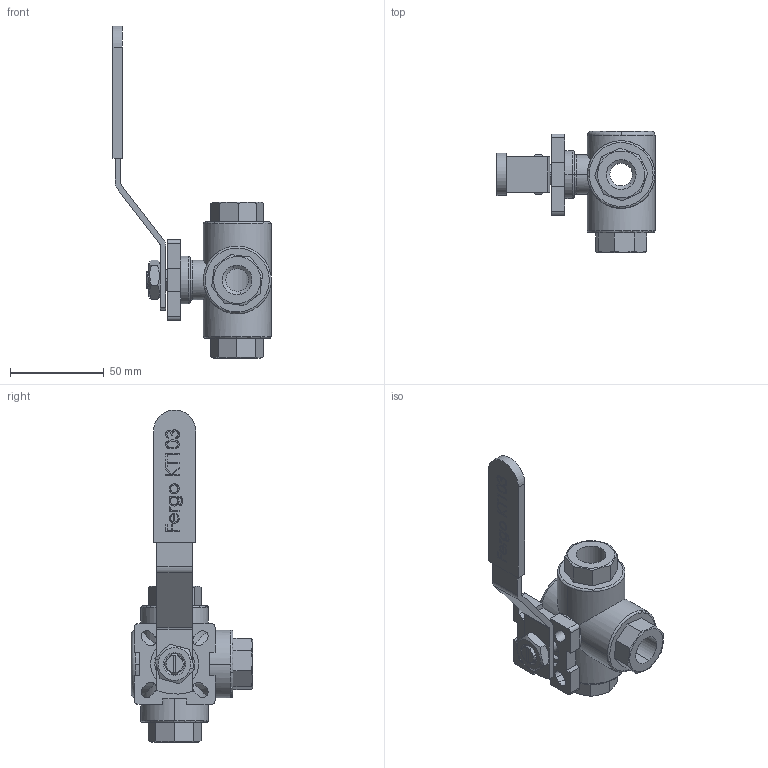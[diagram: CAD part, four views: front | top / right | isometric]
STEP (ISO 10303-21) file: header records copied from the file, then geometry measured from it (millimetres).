
FILE_DESCRIPTION (( 'STEP AP214' ), '1' );
FILE_NAME ('KT103-3-Wege-Kugelhahn-?-Zoll-PN63-Handhebel-Fergo.STEP', '2022-10-13T08:39:18', ( '' ), ( '' ), 'SwSTEP 2.0', 'SolidWorks 2022', '' );
FILE_SCHEMA (( 'AUTOMOTIVE_DESIGN' ));
Length unit declared in the file: millimetre
Products named in the file (1): KT103-3-Wege-Kugelhahn-⅜-Zoll-PN63-Handhebel-Fergo
Bounding box: 84.09 x 64.5 x 176.69 mm (x, y, z)
Volume: 93427.7 mm3; surface area: 39408.2 mm2
Topology: 1 solids, 1 shells, 292 faces, 958 edges, 707 vertices
Faces by surface type: plane 156, cylinder 83, cone 41, torus 12
Entity records: 11622 total; most frequent: CARTESIAN_POINT 3517, ORIENTED_EDGE 1916, DIRECTION 1416, EDGE_CURVE 958, VERTEX_POINT 707, AXIS2_PLACEMENT_3D 528, VECTOR 360, LINE 360
